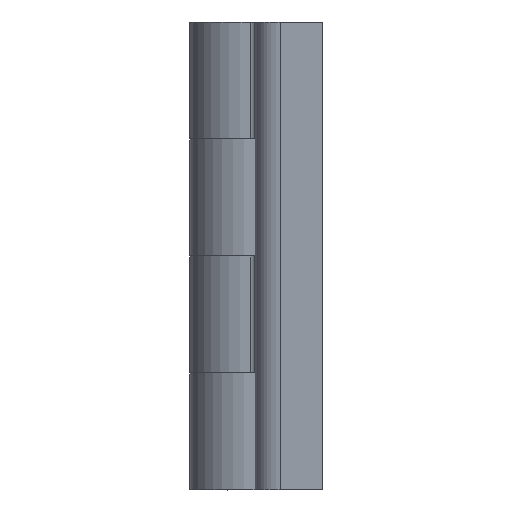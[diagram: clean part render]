
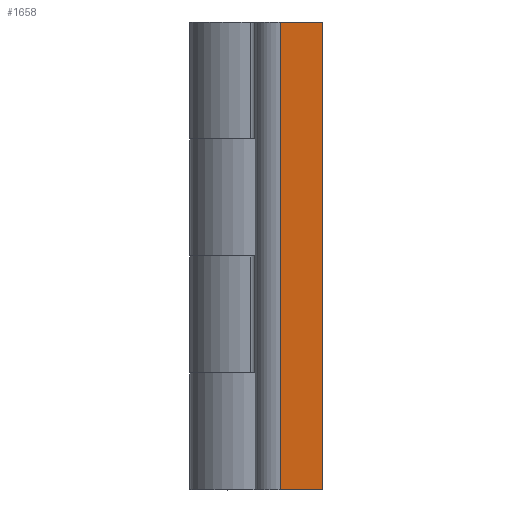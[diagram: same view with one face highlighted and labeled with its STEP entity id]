
A CAD part, front view. The second image highlights one B-rep face of the part: STEP entity #1658.
In plain terms, the highlighted planar face has unit normal (-0.104, -0.995, 0).
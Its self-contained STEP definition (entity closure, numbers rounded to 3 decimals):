
#29 = DIRECTION ( 'NONE',  ( -0.995, 0.105, 0. ) ) ;
#571 = EDGE_CURVE ( 'NONE', #689, #6988, #2547, .T. ) ;
#667 = CARTESIAN_POINT ( 'NONE',  ( 655.922, 818.705, 1258.497 ) ) ;
#689 = VERTEX_POINT ( 'NONE', #11150 ) ;
#691 = CARTESIAN_POINT ( 'NONE',  ( 655.922, 818.705, 1208.497 ) ) ;
#1616 = VERTEX_POINT ( 'NONE', #4929 ) ;
#1658 = ADVANCED_FACE ( 'NONE', ( #6815 ), #4967, .T. ) ;
#2547 = LINE ( 'NONE', #667, #5060 ) ;
#2836 = EDGE_CURVE ( 'NONE', #689, #1616, #7986, .T. ) ;
#4497 = VERTEX_POINT ( 'NONE', #8462 ) ;
#4929 = CARTESIAN_POINT ( 'NONE',  ( 655.922, 818.705, 1208.497 ) ) ;
#4967 = PLANE ( 'NONE',  #9137 ) ;
#5060 = VECTOR ( 'NONE', #29, 1000. ) ;
#5121 = ORIENTED_EDGE ( 'NONE', *, *, #571, .T. ) ;
#5224 = DIRECTION ( 'NONE',  ( 0., 0., -1. ) ) ;
#5403 = DIRECTION ( 'NONE',  ( 0., 0., -1. ) ) ;
#5453 = ORIENTED_EDGE ( 'NONE', *, *, #6356, .T. ) ;
#5484 = VECTOR ( 'NONE', #5224, 1000. ) ;
#5791 = ORIENTED_EDGE ( 'NONE', *, *, #9029, .T. ) ;
#6148 = CARTESIAN_POINT ( 'NONE',  ( 655.922, 818.705, 1208.497 ) ) ;
#6337 = CARTESIAN_POINT ( 'NONE',  ( 651.409, 819.18, 1208.497 ) ) ;
#6356 = EDGE_CURVE ( 'NONE', #6988, #4497, #9368, .T. ) ;
#6815 = FACE_OUTER_BOUND ( 'NONE', #7263, .T. ) ;
#6918 = VECTOR ( 'NONE', #5403, 1000. ) ;
#6988 = VERTEX_POINT ( 'NONE', #9472 ) ;
#7263 = EDGE_LOOP ( 'NONE', ( #5453, #5791, #10812, #5121 ) ) ;
#7460 = DIRECTION ( 'NONE',  ( -0.105, -0.995, 0. ) ) ;
#7986 = LINE ( 'NONE', #6148, #5484 ) ;
#8021 = VECTOR ( 'NONE', #10032, 1000. ) ;
#8335 = CARTESIAN_POINT ( 'NONE',  ( 655.922, 818.705, 1208.497 ) ) ;
#8462 = CARTESIAN_POINT ( 'NONE',  ( 651.409, 819.18, 1208.497 ) ) ;
#9029 = EDGE_CURVE ( 'NONE', #4497, #1616, #10388, .T. ) ;
#9137 = AXIS2_PLACEMENT_3D ( 'NONE', #8335, #7460, #11945 ) ;
#9368 = LINE ( 'NONE', #6337, #6918 ) ;
#9472 = CARTESIAN_POINT ( 'NONE',  ( 651.409, 819.18, 1258.497 ) ) ;
#10032 = DIRECTION ( 'NONE',  ( 0.995, -0.105, 0. ) ) ;
#10388 = LINE ( 'NONE', #691, #8021 ) ;
#10812 = ORIENTED_EDGE ( 'NONE', *, *, #2836, .F. ) ;
#11150 = CARTESIAN_POINT ( 'NONE',  ( 655.922, 818.705, 1258.497 ) ) ;
#11945 = DIRECTION ( 'NONE',  ( 0.995, -0.105, 0. ) ) ;
